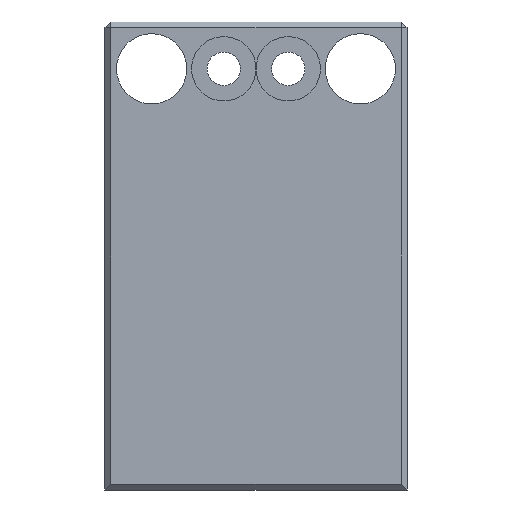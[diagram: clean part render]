
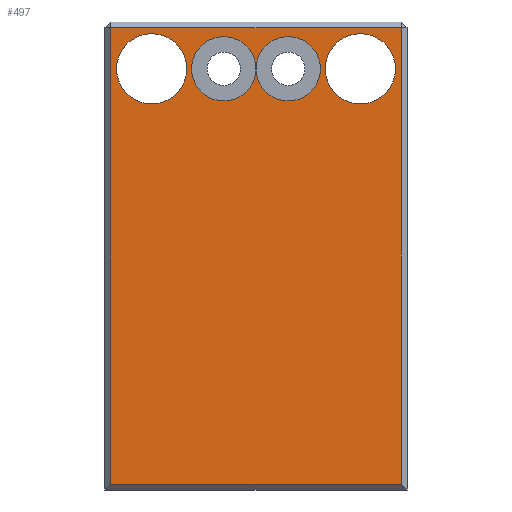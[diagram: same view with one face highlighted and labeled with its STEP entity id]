
A CAD part, left-side view. The second image highlights one B-rep face of the part: STEP entity #497.
In plain terms, the highlighted planar face has unit normal (-1, 0, 0).
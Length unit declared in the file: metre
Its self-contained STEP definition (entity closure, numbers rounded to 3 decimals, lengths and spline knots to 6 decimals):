
#44=LINE('',#790,#96);
#45=LINE('',#793,#97);
#46=LINE('',#795,#98);
#47=LINE('',#797,#99);
#96=VECTOR('',#635,1.);
#97=VECTOR('',#636,1.);
#98=VECTOR('',#637,1.);
#99=VECTOR('',#638,1.);
#160=ORIENTED_EDGE('',*,*,#282,.F.);
#161=ORIENTED_EDGE('',*,*,#283,.F.);
#162=ORIENTED_EDGE('',*,*,#284,.F.);
#163=ORIENTED_EDGE('',*,*,#285,.F.);
#164=ORIENTED_EDGE('',*,*,#286,.F.);
#165=ORIENTED_EDGE('',*,*,#287,.F.);
#166=ORIENTED_EDGE('',*,*,#278,.T.);
#167=ORIENTED_EDGE('',*,*,#281,.F.);
#278=EDGE_CURVE('',#340,#340,#360,.T.);
#281=EDGE_CURVE('',#341,#341,#361,.F.);
#282=EDGE_CURVE('',#342,#343,#44,.T.);
#283=EDGE_CURVE('',#344,#342,#45,.T.);
#284=EDGE_CURVE('',#345,#344,#46,.T.);
#285=EDGE_CURVE('',#343,#345,#47,.T.);
#286=EDGE_CURVE('',#346,#346,#362,.T.);
#287=EDGE_CURVE('',#347,#347,#363,.T.);
#340=VERTEX_POINT('',#782);
#341=VERTEX_POINT('',#788);
#342=VERTEX_POINT('',#791);
#343=VERTEX_POINT('',#792);
#344=VERTEX_POINT('',#794);
#345=VERTEX_POINT('',#796);
#346=VERTEX_POINT('',#799);
#347=VERTEX_POINT('',#801);
#360=CIRCLE('',#544,0.0045);
#361=CIRCLE('',#547,0.0045);
#362=CIRCLE('',#549,0.004125);
#363=CIRCLE('',#550,0.004125);
#381=EDGE_LOOP('',(#160,#161,#162,#163));
#382=EDGE_LOOP('',(#164));
#383=EDGE_LOOP('',(#165));
#384=EDGE_LOOP('',(#166));
#385=EDGE_LOOP('',(#167));
#429=FACE_BOUND('',#381,.T.);
#430=FACE_BOUND('',#382,.T.);
#431=FACE_BOUND('',#383,.T.);
#432=FACE_BOUND('',#384,.T.);
#433=FACE_BOUND('',#385,.T.);
#469=PLANE('',#548);
#497=ADVANCED_FACE('',(#429,#430,#431,#432,#433),#469,.T.);
#544=AXIS2_PLACEMENT_3D('',#781,#623,#624);
#547=AXIS2_PLACEMENT_3D('',#787,#631,#632);
#548=AXIS2_PLACEMENT_3D('',#789,#633,#634);
#549=AXIS2_PLACEMENT_3D('',#798,#639,#640);
#550=AXIS2_PLACEMENT_3D('',#800,#641,#642);
#623=DIRECTION('',(1.,0.,0.));
#624=DIRECTION('',(0.,0.,-1.));
#631=DIRECTION('',(1.,0.,0.));
#632=DIRECTION('',(0.,0.,-1.));
#633=DIRECTION('',(-1.,0.,0.));
#634=DIRECTION('',(0.,1.,0.));
#635=DIRECTION('',(0.,0.,1.));
#636=DIRECTION('',(0.,1.,0.));
#637=DIRECTION('',(0.,0.,-1.));
#638=DIRECTION('',(0.,-1.,0.));
#639=DIRECTION('',(-1.,0.,0.));
#640=DIRECTION('',(0.,0.,1.));
#641=DIRECTION('',(-1.,0.,0.));
#642=DIRECTION('',(0.,0.,1.));
#781=CARTESIAN_POINT('',(-0.074,-0.02412,0.04525));
#782=CARTESIAN_POINT('',(-0.074,-0.02412,0.04075));
#787=CARTESIAN_POINT('',(-0.074,-0.05088,0.04525));
#788=CARTESIAN_POINT('',(-0.074,-0.05088,0.04075));
#789=CARTESIAN_POINT('',(-0.074,-0.0375,0.02125));
#790=CARTESIAN_POINT('',(-0.074,-0.01887,0.02125));
#791=CARTESIAN_POINT('',(-0.074,-0.01887,-0.008));
#792=CARTESIAN_POINT('',(-0.074,-0.01887,0.0505));
#793=CARTESIAN_POINT('',(-0.074,-0.0375,-0.008));
#794=CARTESIAN_POINT('',(-0.074,-0.05613,-0.008));
#795=CARTESIAN_POINT('',(-0.074,-0.05613,0.02125));
#796=CARTESIAN_POINT('',(-0.074,-0.05613,0.0505));
#797=CARTESIAN_POINT('',(-0.074,-0.05688,0.0505));
#798=CARTESIAN_POINT('',(-0.074,-0.04163,0.04525));
#799=CARTESIAN_POINT('',(-0.074,-0.04163,0.049375));
#800=CARTESIAN_POINT('',(-0.074,-0.03337,0.04525));
#801=CARTESIAN_POINT('',(-0.074,-0.03337,0.049375));
